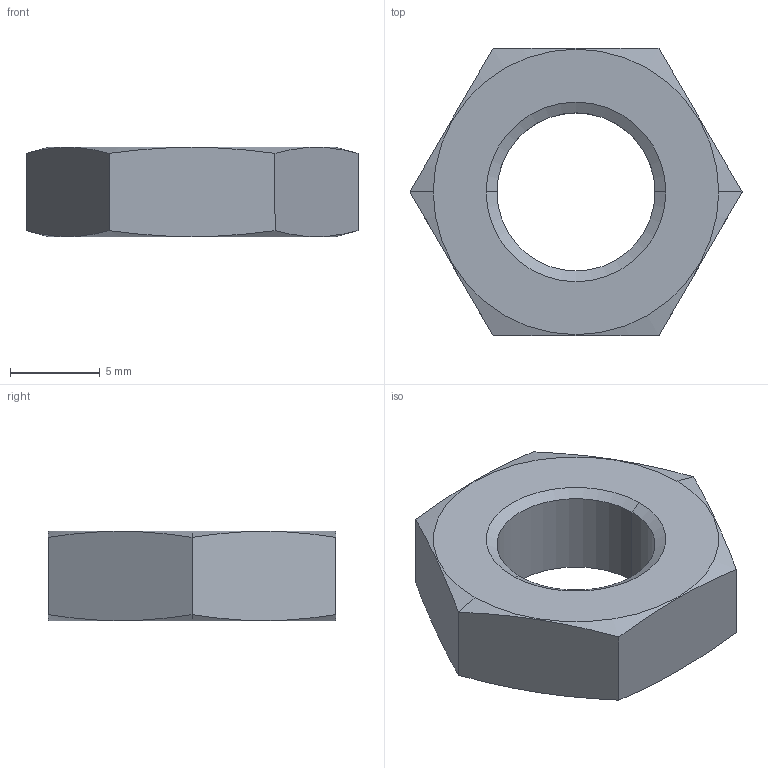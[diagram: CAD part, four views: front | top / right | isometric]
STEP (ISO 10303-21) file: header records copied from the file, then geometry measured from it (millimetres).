
FILE_DESCRIPTION(('STEP AP214'),'1');
FILE_NAME('HALDERN_EH_22120_0716.stp','2017-05-09T08:30:20',('TraceParts'),('TraceParts S.A.'),'Spatial InterOp 3D',' ',' ');
FILE_SCHEMA(('automotive_design'));
Length unit declared in the file: millimetre
Products named in the file (1): HALDERN_EH_22120_0716
Bounding box: 18.48 x 16 x 5 mm (x, y, z)
Volume: 797.2 mm3; surface area: 718 mm2
Topology: 1 solids, 1 shells, 16 faces, 36 edges, 22 vertices
Faces by surface type: plane 8, cone 6, cylinder 2
Entity records: 586 total; most frequent: CARTESIAN_POINT 99, ORIENTED_EDGE 72, DIRECTION 68, EDGE_CURVE 36, AXIS2_PLACEMENT_3D 27, VERTEX_POINT 22, EDGE_LOOP 18, STYLED_ITEM 17
